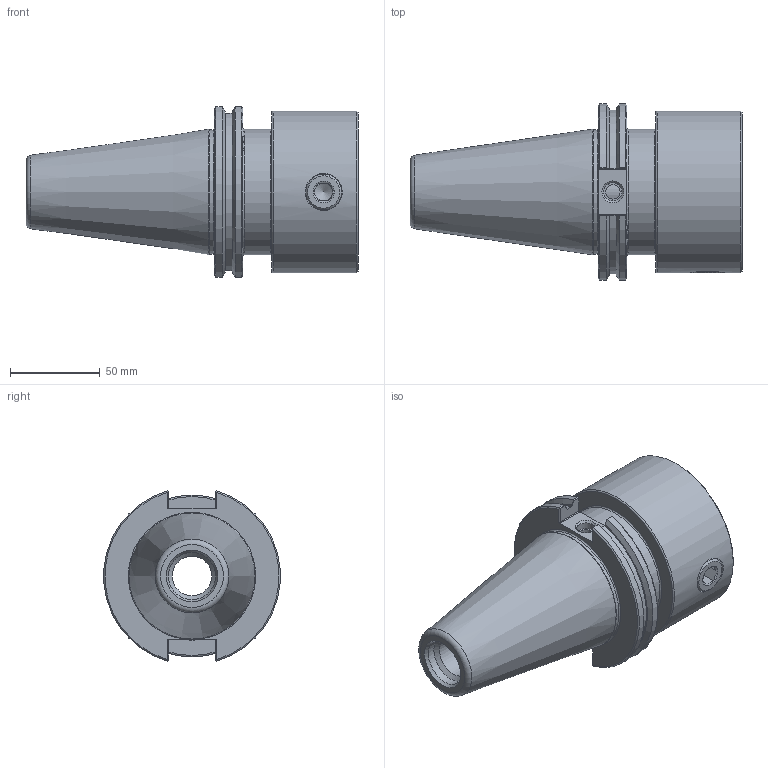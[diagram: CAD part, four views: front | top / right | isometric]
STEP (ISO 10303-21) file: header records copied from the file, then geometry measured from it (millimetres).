
FILE_DESCRIPTION(/* description */ ('PC SHANK'),/* implementation_level */ '2;1');
FILE_NAME(/* name */ 'C50-PC7-6.stp',/* time_stamp */ '2018-12-07T10:49:24-05:00',/* author */ ('dhartman'),/* organization */ (''),/* preprocessor_version */ 'ST-DEVELOPER v17',/* originating_system */ 'Autodesk Inventor 2018',/* authorisation */ '');
FILE_SCHEMA (('AUTOMOTIVE_DESIGN { 1 0 10303 214 3 1 1 }'));
Length unit declared in the file: inch
Products named in the file (3): C50-PC7-6; C50-PC7-6_1; 880-007
Assembly tree (2 placements, depth 2):
  C50-PC7-6
    C50-PC7-6_1
    880-007
Bounding box: 184.61 x 98.06 x 94.71 mm (x, y, z)
Volume: 585997.5 mm3; surface area: 77953.4 mm2
Topology: 2 solids, 2 shells, 145 faces, 402 edges, 263 vertices
Faces by surface type: plane 62, cylinder 39, cone 31, bspline 8, torus 5
Full cylindrical faces by diameter (mm): 8 x1, 10.008 x1, 10.135 x1, 18.364 x1, 19.99 x1, 20.574 x1, 21.971 x1, 26.365 x1, 46.002 x1, 46.99 x1, 69.342 x1, 69.85 x1, 89.992 x1
Entity records: 5792 total; most frequent: CARTESIAN_POINT 1939, ORIENTED_EDGE 800, DIRECTION 754, EDGE_CURVE 400, AXIS2_PLACEMENT_3D 290, VERTEX_POINT 263, LINE 174, VECTOR 174
